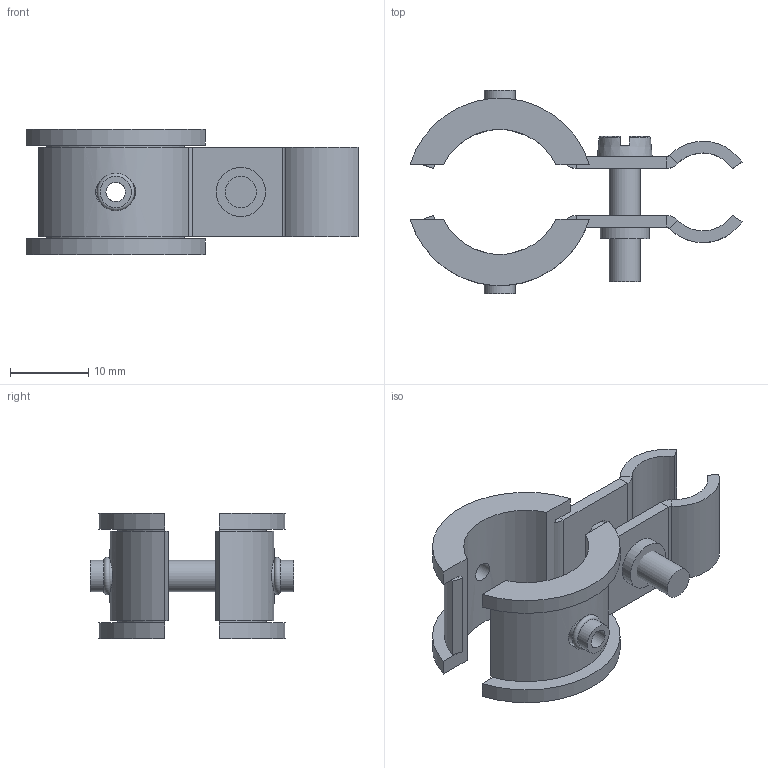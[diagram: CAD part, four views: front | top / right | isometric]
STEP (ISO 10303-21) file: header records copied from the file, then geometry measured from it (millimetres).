
FILE_DESCRIPTION (( 'STEP AP214' ), '1' );
FILE_NAME ('2307638.stp', '2022-02-18T07:28:43', ( '' ), ( '' ), 'SwSTEP 2.0', 'SolidWorks 2020', '' );
FILE_SCHEMA (( 'AUTOMOTIVE_DESIGN' ));
Length unit declared in the file: millimetre
Products named in the file (5): 032599_Standard; 0088979_Standard; 2307638; 35010851_ISO 1207 - M4 x 16 --- 16C; 0088983_Standard
Assembly tree (5 placements, depth 2):
  2307638
    0088979_Standard
    032599_Standard
    35010851_ISO 1207 - M4 x 16 --- 16C
    0088983_Standard  x2
Bounding box: 42.48 x 26 x 16 mm (x, y, z)
Volume: 3373.7 mm3; surface area: 5139.2 mm2
Topology: 5 solids, 5 shells, 91 faces, 200 edges, 123 vertices
Faces by surface type: plane 50, cylinder 34, torus 4, bspline 2, cone 1
Full cylindrical faces by diameter (mm): 2.5 x2, 3.3 x1, 4 x5, 4.5 x1, 6.3 x1
Entity records: 3013 total; most frequent: CARTESIAN_POINT 1190, DIRECTION 358, ORIENTED_EDGE 298, EDGE_CURVE 149, AXIS2_PLACEMENT_3D 141, EDGE_LOOP 100, VERTEX_POINT 95, FACE_OUTER_BOUND 86
